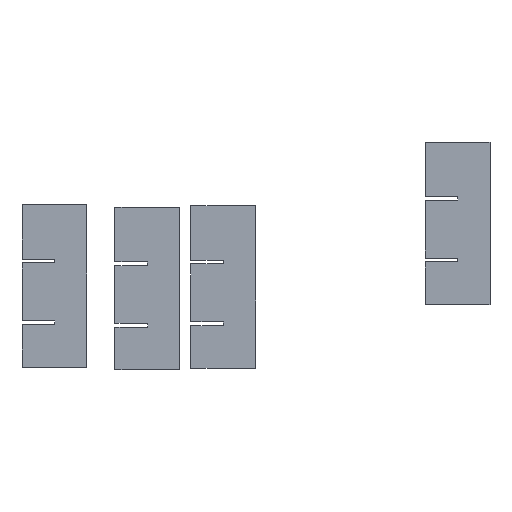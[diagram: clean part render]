
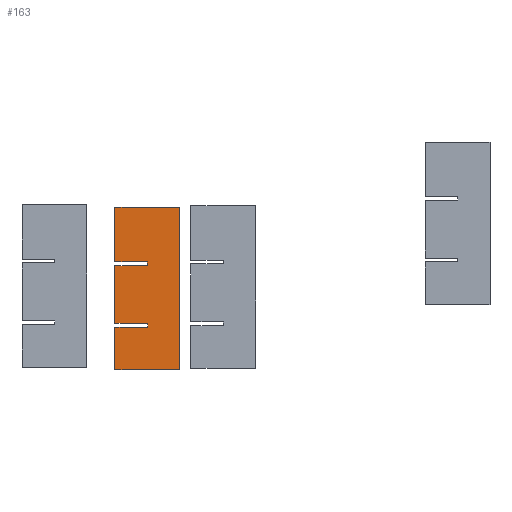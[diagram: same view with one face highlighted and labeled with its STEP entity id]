
A CAD part, top view. The second image highlights one B-rep face of the part: STEP entity #163.
In plain terms, the highlighted planar face has unit normal (0, 0, 1).
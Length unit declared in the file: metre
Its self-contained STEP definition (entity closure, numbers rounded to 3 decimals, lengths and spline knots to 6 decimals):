
#163 = ADVANCED_FACE( '', ( #338 ), #339, .T. );
#338 = FACE_OUTER_BOUND( '', #528, .T. );
#339 = PLANE( '', #529 );
#528 = EDGE_LOOP( '', ( #907, #908, #909, #910, #911, #912, #913, #914, #915, #916, #917, #918 ) );
#529 = AXIS2_PLACEMENT_3D( '', #919, #920, #921 );
#907 = ORIENTED_EDGE( '', *, *, #1259, .T. );
#908 = ORIENTED_EDGE( '', *, *, #1260, .T. );
#909 = ORIENTED_EDGE( '', *, *, #1114, .T. );
#910 = ORIENTED_EDGE( '', *, *, #1261, .F. );
#911 = ORIENTED_EDGE( '', *, *, #1209, .T. );
#912 = ORIENTED_EDGE( '', *, *, #1250, .T. );
#913 = ORIENTED_EDGE( '', *, *, #1156, .T. );
#914 = ORIENTED_EDGE( '', *, *, #1262, .F. );
#915 = ORIENTED_EDGE( '', *, *, #1217, .T. );
#916 = ORIENTED_EDGE( '', *, *, #1229, .T. );
#917 = ORIENTED_EDGE( '', *, *, #1257, .F. );
#918 = ORIENTED_EDGE( '', *, *, #1263, .F. );
#919 = CARTESIAN_POINT( '', ( -0.072659, -0.013494, 0.0035 ) );
#920 = DIRECTION( '', ( 0., 0., 1. ) );
#921 = DIRECTION( '', ( 1., 0., 0. ) );
#1114 = EDGE_CURVE( '', #1321, #1319, #1322, .T. );
#1156 = EDGE_CURVE( '', #1393, #1391, #1394, .T. );
#1209 = EDGE_CURVE( '', #1479, #1477, #1480, .T. );
#1217 = EDGE_CURVE( '', #1491, #1489, #1492, .T. );
#1229 = EDGE_CURVE( '', #1489, #1507, #1509, .T. );
#1250 = EDGE_CURVE( '', #1477, #1393, #1537, .T. );
#1257 = EDGE_CURVE( '', #1543, #1507, #1545, .T. );
#1259 = EDGE_CURVE( '', #1547, #1548, #1549, .T. );
#1260 = EDGE_CURVE( '', #1548, #1321, #1550, .T. );
#1261 = EDGE_CURVE( '', #1479, #1319, #1551, .T. );
#1262 = EDGE_CURVE( '', #1491, #1391, #1552, .T. );
#1263 = EDGE_CURVE( '', #1547, #1543, #1553, .T. );
#1319 = VERTEX_POINT( '', #1620 );
#1321 = VERTEX_POINT( '', #1623 );
#1322 = LINE( '', #1624, #1625 );
#1391 = VERTEX_POINT( '', #1726 );
#1393 = VERTEX_POINT( '', #1729 );
#1394 = LINE( '', #1730, #1731 );
#1477 = VERTEX_POINT( '', #1856 );
#1479 = VERTEX_POINT( '', #1859 );
#1480 = LINE( '', #1860, #1861 );
#1489 = VERTEX_POINT( '', #1874 );
#1491 = VERTEX_POINT( '', #1877 );
#1492 = LINE( '', #1878, #1879 );
#1507 = VERTEX_POINT( '', #1901 );
#1509 = LINE( '', #1904, #1905 );
#1537 = LINE( '', #1946, #1947 );
#1543 = VERTEX_POINT( '', #1955 );
#1545 = LINE( '', #1958, #1959 );
#1547 = VERTEX_POINT( '', #1961 );
#1548 = VERTEX_POINT( '', #1962 );
#1549 = LINE( '', #1963, #1964 );
#1550 = LINE( '', #1965, #1966 );
#1551 = LINE( '', #1967, #1968 );
#1552 = LINE( '', #1969, #1970 );
#1553 = LINE( '', #1971, #1972 );
#1620 = CARTESIAN_POINT( '', ( -0.172936, -0.0223, 0.0035 ) );
#1623 = CARTESIAN_POINT( '', ( -0.172936, -0.0188, 0.0035 ) );
#1624 = CARTESIAN_POINT( '', ( -0.172936, -0.02055, 0.0035 ) );
#1625 = VECTOR( '', #2048, 1. );
#1726 = CARTESIAN_POINT( '', ( -0.172736, -0.0793, 0.0035 ) );
#1729 = CARTESIAN_POINT( '', ( -0.172736, -0.0758, 0.0035 ) );
#1730 = CARTESIAN_POINT( '', ( -0.172736, -0.07755, 0.0035 ) );
#1731 = VECTOR( '', #2082, 1. );
#1856 = CARTESIAN_POINT( '', ( -0.202936, -0.0758, 0.0035 ) );
#1859 = CARTESIAN_POINT( '', ( -0.202936, -0.0223, 0.0035 ) );
#1860 = CARTESIAN_POINT( '', ( -0.202936, -0.04905, 0.0035 ) );
#1861 = VECTOR( '', #2126, 1. );
#1874 = CARTESIAN_POINT( '', ( -0.202936, -0.118661, 0.0035 ) );
#1877 = CARTESIAN_POINT( '', ( -0.202936, -0.0793, 0.0035 ) );
#1878 = CARTESIAN_POINT( '', ( -0.202936, -0.098981, 0.0035 ) );
#1879 = VECTOR( '', #2132, 1. );
#1901 = CARTESIAN_POINT( '', ( -0.142936, -0.118661, 0.0035 ) );
#1904 = CARTESIAN_POINT( '', ( -0.172936, -0.118661, 0.0035 ) );
#1905 = VECTOR( '', #2141, 1. );
#1946 = CARTESIAN_POINT( '', ( -0.187836, -0.0758, 0.0035 ) );
#1947 = VECTOR( '', #2155, 1. );
#1955 = CARTESIAN_POINT( '', ( -0.142936, 0.031339, 0.0035 ) );
#1958 = CARTESIAN_POINT( '', ( -0.142936, -0.043661, 0.0035 ) );
#1959 = VECTOR( '', #2159, 1. );
#1961 = CARTESIAN_POINT( '', ( -0.202936, 0.031339, 0.0035 ) );
#1962 = CARTESIAN_POINT( '', ( -0.202936, -0.0188, 0.0035 ) );
#1963 = CARTESIAN_POINT( '', ( -0.202936, 0.006269, 0.0035 ) );
#1964 = VECTOR( '', #2160, 1. );
#1965 = CARTESIAN_POINT( '', ( -0.187936, -0.0188, 0.0035 ) );
#1966 = VECTOR( '', #2161, 1. );
#1967 = CARTESIAN_POINT( '', ( -0.187936, -0.0223, 0.0035 ) );
#1968 = VECTOR( '', #2162, 1. );
#1969 = CARTESIAN_POINT( '', ( -0.187836, -0.0793, 0.0035 ) );
#1970 = VECTOR( '', #2163, 1. );
#1971 = CARTESIAN_POINT( '', ( -0.172936, 0.031339, 0.0035 ) );
#1972 = VECTOR( '', #2164, 1. );
#2048 = DIRECTION( '', ( 0., -1., 0. ) );
#2082 = DIRECTION( '', ( 0., -1., 0. ) );
#2126 = DIRECTION( '', ( 0., -1., 0. ) );
#2132 = DIRECTION( '', ( 0., -1., 0. ) );
#2141 = DIRECTION( '', ( 1., 0., 0. ) );
#2155 = DIRECTION( '', ( 1., 0., 0. ) );
#2159 = DIRECTION( '', ( 0., -1., 0. ) );
#2160 = DIRECTION( '', ( 0., -1., 0. ) );
#2161 = DIRECTION( '', ( 1., 0., 0. ) );
#2162 = DIRECTION( '', ( 1., 0., 0. ) );
#2163 = DIRECTION( '', ( 1., 0., 0. ) );
#2164 = DIRECTION( '', ( 1., 0., 0. ) );
